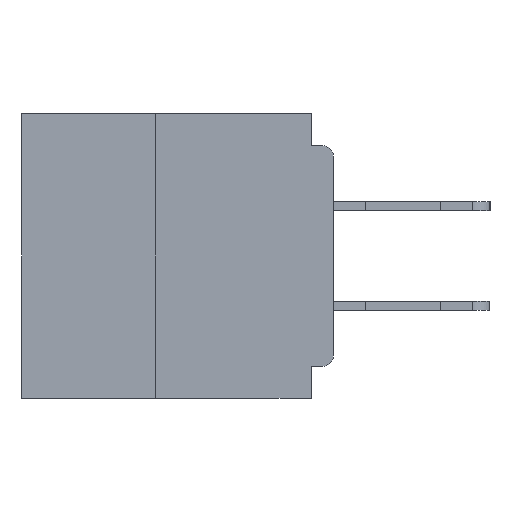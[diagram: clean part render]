
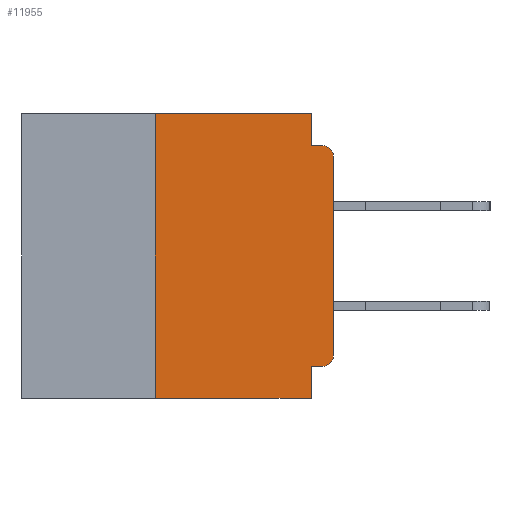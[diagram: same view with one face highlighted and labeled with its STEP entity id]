
A CAD part, left-side view. The second image highlights one B-rep face of the part: STEP entity #11955.
In plain terms, the highlighted planar face has unit normal (-1, 0, 0).
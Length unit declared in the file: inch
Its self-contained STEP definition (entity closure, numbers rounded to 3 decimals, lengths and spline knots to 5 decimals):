
#1567 = EDGE_CURVE ( 'NONE', #28197, #27958, #10655, .T. ) ;
#2047 = EDGE_CURVE ( 'NONE', #21667, #48135, #28411, .T. ) ;
#2450 = VERTEX_POINT ( 'NONE', #26110 ) ;
#2995 = CARTESIAN_POINT ( 'NONE',  ( 0., 0.031, -0.4 ) ) ;
#3152 = VERTEX_POINT ( 'NONE', #15294 ) ;
#3944 = CARTESIAN_POINT ( 'NONE',  ( 0., 0.25, 0. ) ) ;
#4201 = DIRECTION ( 'NONE',  ( 0., 1., 0. ) ) ;
#4364 = CARTESIAN_POINT ( 'NONE',  ( 0., 0., -0.355 ) ) ;
#4906 = ORIENTED_EDGE ( 'NONE', *, *, #26463, .F. ) ;
#5700 = VECTOR ( 'NONE', #46000, 39.37008 ) ;
#6189 = CARTESIAN_POINT ( 'NONE',  ( 0., 0.031, 0. ) ) ;
#6231 = EDGE_CURVE ( 'NONE', #3152, #2450, #9716, .T. ) ;
#6526 = DIRECTION ( 'NONE',  ( 0., -1., 0. ) ) ;
#7000 = CARTESIAN_POINT ( 'NONE',  ( 0., 0.015, -0.06 ) ) ;
#7939 = ORIENTED_EDGE ( 'NONE', *, *, #13192, .T. ) ;
#8261 = VECTOR ( 'NONE', #4201, 39.37008 ) ;
#8341 = VECTOR ( 'NONE', #6526, 39.37008 ) ;
#8441 = DIRECTION ( 'NONE',  ( 1., 0., 0. ) ) ;
#8515 = VECTOR ( 'NONE', #32038, 39.37008 ) ;
#8705 = EDGE_CURVE ( 'NONE', #22208, #26245, #37427, .T. ) ;
#9716 = LINE ( 'NONE', #23673, #8515 ) ;
#10260 = ORIENTED_EDGE ( 'NONE', *, *, #33553, .T. ) ;
#10506 = DIRECTION ( 'NONE',  ( 0., -1., 0. ) ) ;
#10655 = LINE ( 'NONE', #40650, #11833 ) ;
#10659 = DIRECTION ( 'NONE',  ( 0., 0., -1. ) ) ;
#10762 = DIRECTION ( 'NONE',  ( 0., 0., -1. ) ) ;
#11192 = EDGE_CURVE ( 'NONE', #22208, #28197, #22452, .T. ) ;
#11445 = CARTESIAN_POINT ( 'NONE',  ( 0., 0.25, -0.4 ) ) ;
#11833 = VECTOR ( 'NONE', #17728, 39.37008 ) ;
#11955 = ADVANCED_FACE ( 'NONE', ( #37968 ), #42215, .F. ) ;
#12408 = VECTOR ( 'NONE', #22889, 39.37008 ) ;
#13192 = EDGE_CURVE ( 'NONE', #21667, #3152, #13490, .T. ) ;
#13262 = ORIENTED_EDGE ( 'NONE', *, *, #2047, .F. ) ;
#13490 = CIRCLE ( 'NONE', #46458, 0.015 ) ;
#14168 = CARTESIAN_POINT ( 'NONE',  ( 0., 0., -0.045 ) ) ;
#14586 = LINE ( 'NONE', #19503, #5700 ) ;
#15002 = ORIENTED_EDGE ( 'NONE', *, *, #1567, .F. ) ;
#15294 = CARTESIAN_POINT ( 'NONE',  ( 0., 0., -0.34 ) ) ;
#16162 = LINE ( 'NONE', #2995, #35193 ) ;
#16966 = VERTEX_POINT ( 'NONE', #23487 ) ;
#17328 = LINE ( 'NONE', #14168, #47529 ) ;
#17728 = DIRECTION ( 'NONE',  ( 0., -1., 0. ) ) ;
#19503 = CARTESIAN_POINT ( 'NONE',  ( 0., 0.031, 0. ) ) ;
#19637 = CARTESIAN_POINT ( 'NONE',  ( 0., 0.437, 0. ) ) ;
#20213 = DIRECTION ( 'NONE',  ( -1., 0., 0. ) ) ;
#20651 = CARTESIAN_POINT ( 'NONE',  ( 0., 0.031, -0.355 ) ) ;
#21667 = VERTEX_POINT ( 'NONE', #39179 ) ;
#22089 = ORIENTED_EDGE ( 'NONE', *, *, #30058, .F. ) ;
#22208 = VERTEX_POINT ( 'NONE', #34664 ) ;
#22452 = LINE ( 'NONE', #11445, #12408 ) ;
#22889 = DIRECTION ( 'NONE',  ( 0., 0., 1. ) ) ;
#23487 = CARTESIAN_POINT ( 'NONE',  ( 0., 0.031, -0.045 ) ) ;
#23673 = CARTESIAN_POINT ( 'NONE',  ( 0., 0., 0. ) ) ;
#26110 = CARTESIAN_POINT ( 'NONE',  ( 0., 0., -0.06 ) ) ;
#26245 = VERTEX_POINT ( 'NONE', #41111 ) ;
#26463 = EDGE_CURVE ( 'NONE', #27958, #16966, #14586, .T. ) ;
#26835 = ORIENTED_EDGE ( 'NONE', *, *, #6231, .T. ) ;
#27196 = VERTEX_POINT ( 'NONE', #46426 ) ;
#27958 = VERTEX_POINT ( 'NONE', #6189 ) ;
#28197 = VERTEX_POINT ( 'NONE', #3944 ) ;
#28411 = LINE ( 'NONE', #4364, #8261 ) ;
#30038 = EDGE_CURVE ( 'NONE', #16966, #27196, #17328, .T. ) ;
#30058 = EDGE_CURVE ( 'NONE', #48135, #26245, #16162, .T. ) ;
#30363 = AXIS2_PLACEMENT_3D ( 'NONE', #7000, #33530, #10762 ) ;
#30439 = ORIENTED_EDGE ( 'NONE', *, *, #30038, .F. ) ;
#32038 = DIRECTION ( 'NONE',  ( 0., 0., 1. ) ) ;
#32574 = AXIS2_PLACEMENT_3D ( 'NONE', #19637, #8441, #34982 ) ;
#33064 = CARTESIAN_POINT ( 'NONE',  ( 0., 0.437, -0.4 ) ) ;
#33530 = DIRECTION ( 'NONE',  ( -1., 0., 0. ) ) ;
#33553 = EDGE_CURVE ( 'NONE', #2450, #27196, #36027, .T. ) ;
#34664 = CARTESIAN_POINT ( 'NONE',  ( 0., 0.25, -0.4 ) ) ;
#34982 = DIRECTION ( 'NONE',  ( 0., 0., -1. ) ) ;
#35193 = VECTOR ( 'NONE', #10659, 39.37008 ) ;
#36027 = CIRCLE ( 'NONE', #30363, 0.015 ) ;
#37427 = LINE ( 'NONE', #33064, #8341 ) ;
#37968 = FACE_OUTER_BOUND ( 'NONE', #45318, .T. ) ;
#39179 = CARTESIAN_POINT ( 'NONE',  ( 0., 0.015, -0.355 ) ) ;
#40650 = CARTESIAN_POINT ( 'NONE',  ( 0., 0.437, 0. ) ) ;
#41111 = CARTESIAN_POINT ( 'NONE',  ( 0., 0.031, -0.4 ) ) ;
#42215 = PLANE ( 'NONE',  #32574 ) ;
#42929 = CARTESIAN_POINT ( 'NONE',  ( 0., 0.015, -0.34 ) ) ;
#45318 = EDGE_LOOP ( 'NONE', ( #26835, #10260, #30439, #4906, #15002, #47549, #48711, #22089, #13262, #7939 ) ) ;
#46000 = DIRECTION ( 'NONE',  ( 0., 0., -1. ) ) ;
#46426 = CARTESIAN_POINT ( 'NONE',  ( 0., 0.015, -0.045 ) ) ;
#46458 = AXIS2_PLACEMENT_3D ( 'NONE', #42929, #20213, #46697 ) ;
#46697 = DIRECTION ( 'NONE',  ( 0., 0., -1. ) ) ;
#47529 = VECTOR ( 'NONE', #10506, 39.37008 ) ;
#47549 = ORIENTED_EDGE ( 'NONE', *, *, #11192, .F. ) ;
#48135 = VERTEX_POINT ( 'NONE', #20651 ) ;
#48711 = ORIENTED_EDGE ( 'NONE', *, *, #8705, .T. ) ;
